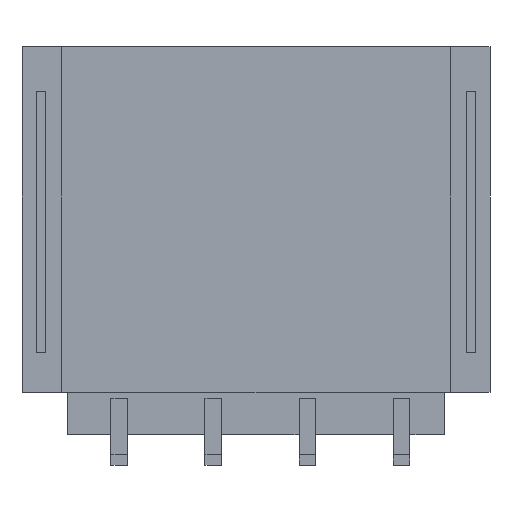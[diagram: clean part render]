
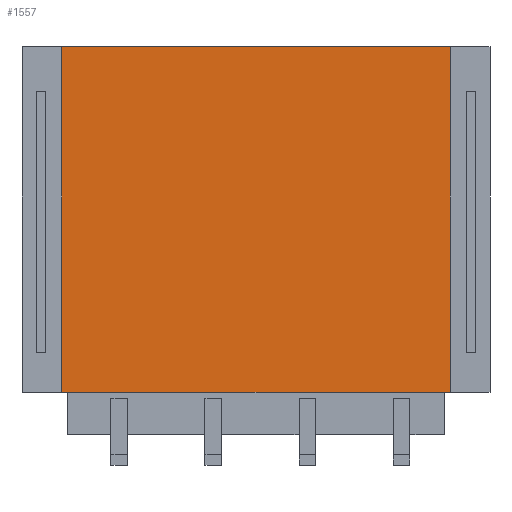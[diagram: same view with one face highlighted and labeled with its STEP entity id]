
A CAD part, front view. The second image highlights one B-rep face of the part: STEP entity #1557.
In plain terms, the highlighted planar face has unit normal (0, -1, 0).
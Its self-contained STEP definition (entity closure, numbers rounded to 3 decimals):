
#777=VERTEX_POINT('NONE',#778);
#778=CARTESIAN_POINT('',(4.125,-1.7,8.25));
#784=EDGE_CURVE('NONE',#777,#785,#787,.T.);
#785=VERTEX_POINT('NONE',#786);
#786=CARTESIAN_POINT('',(4.125,-1.7,0.9));
#787=LINE('',#788,#789);
#788=CARTESIAN_POINT('',(4.125,-1.7,8.25));
#789=VECTOR('',#790,1.0);
#790=DIRECTION('',(0.0,0.0,-1.0));
#905=VERTEX_POINT('NONE',#906);
#906=CARTESIAN_POINT('',(-4.125,-1.7,0.9));
#912=EDGE_CURVE('NONE',#905,#913,#915,.T.);
#913=VERTEX_POINT('NONE',#914);
#914=CARTESIAN_POINT('',(-4.125,-1.7,8.25));
#915=LINE('',#916,#917);
#916=CARTESIAN_POINT('',(-4.125,-1.7,8.25));
#917=VECTOR('',#918,1.0);
#918=DIRECTION('',(0.0,0.0,1.0));
#1557=ADVANCED_FACE('NONE',(#1558),#1574,.F.);
#1558=FACE_BOUND('NONE',#1559,.T.);
#1559=EDGE_LOOP('',(#1560,#1561,#1567,#1568));
#1560=ORIENTED_EDGE('',*,*,#784,.F.);
#1561=ORIENTED_EDGE('',*,*,#1562,.T.);
#1562=EDGE_CURVE('NONE',#777,#913,#1563,.F.);
#1563=LINE('',#1564,#1565);
#1564=CARTESIAN_POINT('',(0.0,-1.7,8.25));
#1565=VECTOR('',#1566,1.0);
#1566=DIRECTION('',(1.0,0.0,0.0));
#1567=ORIENTED_EDGE('',*,*,#912,.F.);
#1568=ORIENTED_EDGE('',*,*,#1569,.T.);
#1569=EDGE_CURVE('NONE',#905,#785,#1570,.T.);
#1570=LINE('',#1571,#1572);
#1571=CARTESIAN_POINT('',(-4.975,-1.7,0.9));
#1572=VECTOR('',#1573,1.0);
#1573=DIRECTION('',(1.0,0.0,0.0));
#1574=PLANE('',#1575);
#1575=AXIS2_PLACEMENT_3D('',#1576,#1577,#1578);
#1576=CARTESIAN_POINT('',(-4.975,-1.7,8.25));
#1577=DIRECTION('',(0.,1.0,0.0));
#1578=DIRECTION('',(-1.0,0.,0.0));
